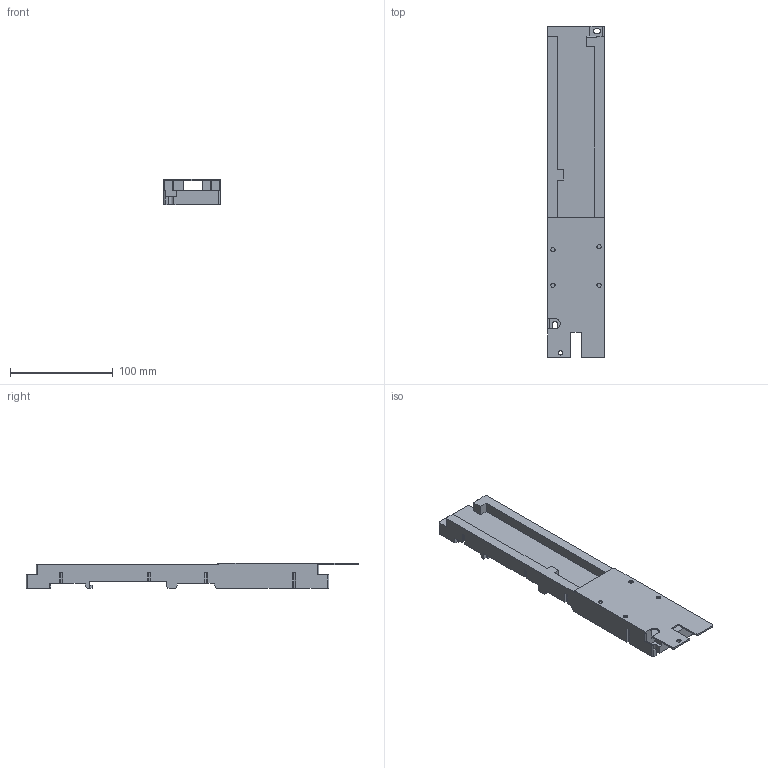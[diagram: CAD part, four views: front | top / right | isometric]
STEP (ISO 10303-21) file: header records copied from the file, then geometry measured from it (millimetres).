
FILE_DESCRIPTION(('STEP AP214'),'1');
FILE_NAME('cctmp_8DF0FAC3-DCB4-4AC5-A7A2-D2561437379B_2023_07_18_12_06_08_0265..stp','2023-07-18T10:06:08',('SIEMENS A&D'),('CADClick - www.CADClick.com'),'Spatial InterOp 3D postprocessed',' ','unknown authorization');
FILE_SCHEMA(('AUTOMOTIVE_DESIGN'));
Length unit declared in the file: millimetre
Products named in the file (1): 2023_07_18_12_06_08_0250
Bounding box: 55 x 323.35 x 25.3 mm (x, y, z)
Volume: 228272.9 mm3; surface area: 66453.6 mm2
Topology: 1 solids, 1 shells, 174 faces, 506 edges, 336 vertices
Faces by surface type: plane 123, cylinder 51
Entity records: 9647 total; most frequent: STYLED_ITEM 1017, PRESENTATION_STYLE_ASSIGNMENT 1017, CARTESIAN_POINT 1017, ORIENTED_EDGE 1012, DIRECTION 959, EDGE_CURVE 506, CURVE_STYLE 506, DRAUGHTING_PRE_DEFINED_CURVE_FONT 506
